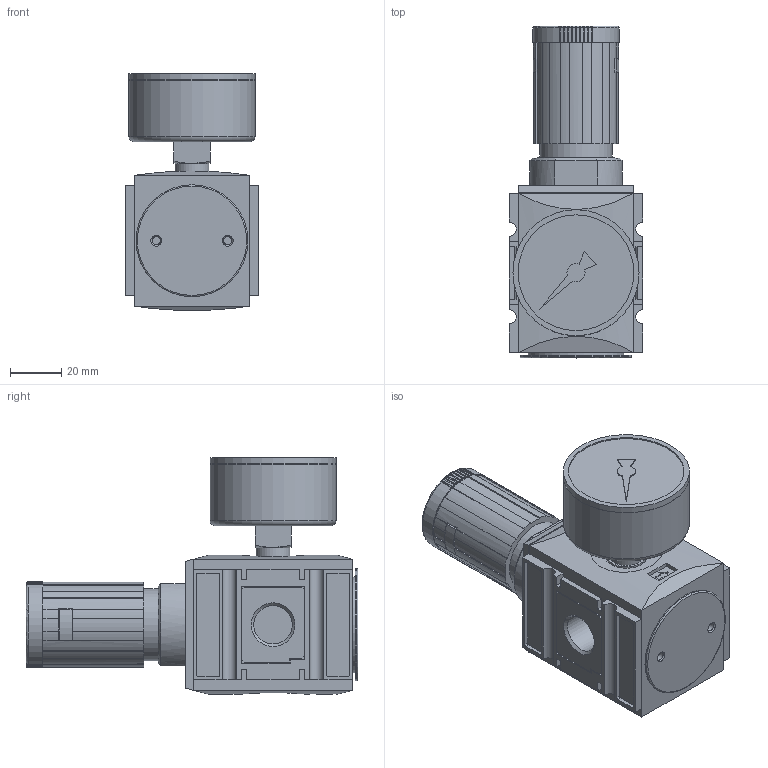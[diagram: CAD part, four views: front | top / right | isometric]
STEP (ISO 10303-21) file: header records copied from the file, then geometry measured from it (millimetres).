
FILE_DESCRIPTION(/* description */ ('STEP AP214'),/* implementation_level */ '2;1');
FILE_NAME(/* name */ '029828',/* time_stamp */ '2023-03-24T12:01:39+01:00',/* author */ ('License CC BY-ND 4.0'),/* organization */ ('CADENAS'),/* preprocessor_version */ 'ST-DEVELOPER v19.3',/* originating_system */ 'PARTsolutions',/* authorisation */ ' ');
FILE_SCHEMA (('PROCESS_PLANNING_SCHEMA','AUTOMOTIVE_DESIGN {1 0 10303 214 3 1 1}'));
Length unit declared in the file: millimetre
Products named in the file (4): 029828; Futura G 50; FU 7110-3; FU 7110G 3/8000-1
Assembly tree (3 placements, depth 2):
  029828
    Futura G 50
    FU 7110-3
    FU 7110G 3/8000-1
Bounding box: 52 x 129 x 92.1 mm (x, y, z)
Volume: 265999.2 mm3; surface area: 43435.2 mm2
Topology: 3 solids, 4 shells, 472 faces, 1230 edges, 807 vertices
Faces by surface type: plane 314, cylinder 123, torus 22, cone 13
Full cylindrical faces by diameter (mm): 3.2 x2, 11.445 x2, 13.157 x1, 14.95 x2, 15.1 x1, 16.5 x1, 16.8 x2, 28 x3, 36 x1, 37.2 x1, 43.5 x1, 45 x1, 48.96 x1, 49 x2
Entity records: 17684 total; most frequent: CARTESIAN_POINT 2551, DIRECTION 2531, ORIENTED_EDGE 2366, EDGE_CURVE 1183, AXIS2_PLACEMENT_3D 888, VERTEX_POINT 796, LINE 755, VECTOR 755
